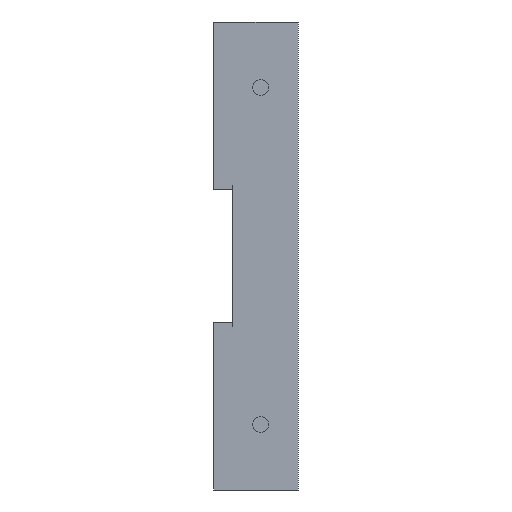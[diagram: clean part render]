
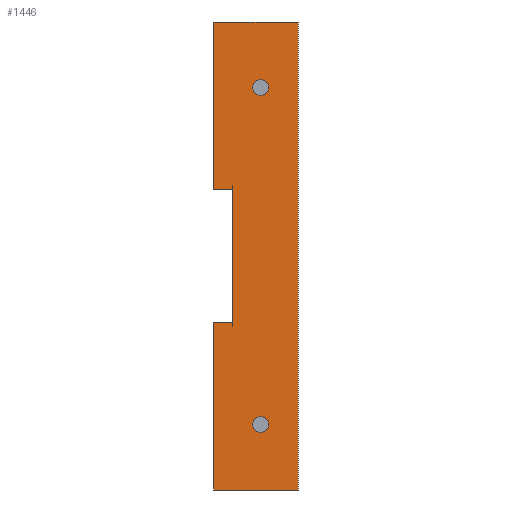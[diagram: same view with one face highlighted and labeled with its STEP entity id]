
A CAD part, left-side view. The second image highlights one B-rep face of the part: STEP entity #1446.
In plain terms, the highlighted planar face has unit normal (-1, 0, 0).
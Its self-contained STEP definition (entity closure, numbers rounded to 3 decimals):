
#7 = DIRECTION ( 'NONE',  ( -1., 0., 0. ) ) ;
#77 = LINE ( 'NONE', #1204, #617 ) ;
#84 = DIRECTION ( 'NONE',  ( 0., 0., 1. ) ) ;
#135 = CARTESIAN_POINT ( 'NONE',  ( 0., 0., -250. ) ) ;
#147 = DIRECTION ( 'NONE',  ( 0., 0., 1. ) ) ;
#150 = CARTESIAN_POINT ( 'NONE',  ( 0., 45., 0. ) ) ;
#159 = FACE_OUTER_BOUND ( 'NONE', #931, .T. ) ;
#175 = EDGE_CURVE ( 'NONE', #537, #293, #555, .T. ) ;
#186 = EDGE_CURVE ( 'NONE', #1357, #802, #947, .T. ) ;
#190 = CARTESIAN_POINT ( 'NONE',  ( 0., 20., -215. ) ) ;
#191 = VECTOR ( 'NONE', #147, 1000. ) ;
#199 = ORIENTED_EDGE ( 'NONE', *, *, #1008, .T. ) ;
#210 = EDGE_CURVE ( 'NONE', #918, #491, #785, .T. ) ;
#225 = CARTESIAN_POINT ( 'NONE',  ( 0., 35., -89.293 ) ) ;
#238 = VECTOR ( 'NONE', #1079, 1000. ) ;
#243 = CARTESIAN_POINT ( 'NONE',  ( 0., 45., -160.707 ) ) ;
#259 = LINE ( 'NONE', #1031, #615 ) ;
#272 = CARTESIAN_POINT ( 'NONE',  ( 0., 45., 0. ) ) ;
#278 = VERTEX_POINT ( 'NONE', #564 ) ;
#293 = VERTEX_POINT ( 'NONE', #572 ) ;
#301 = ORIENTED_EDGE ( 'NONE', *, *, #1263, .F. ) ;
#316 = LINE ( 'NONE', #745, #238 ) ;
#322 = EDGE_CURVE ( 'NONE', #293, #537, #1331, .T. ) ;
#340 = DIRECTION ( 'NONE',  ( 0., 0., 1. ) ) ;
#344 = EDGE_LOOP ( 'NONE', ( #565, #1310 ) ) ;
#345 = CARTESIAN_POINT ( 'NONE',  ( 0., 35., -160.707 ) ) ;
#357 = AXIS2_PLACEMENT_3D ( 'NONE', #409, #850, #1306 ) ;
#379 = DIRECTION ( 'NONE',  ( 0., 0., 1. ) ) ;
#380 = ORIENTED_EDGE ( 'NONE', *, *, #479, .T. ) ;
#400 = EDGE_CURVE ( 'NONE', #918, #749, #467, .T. ) ;
#401 = VERTEX_POINT ( 'NONE', #822 ) ;
#409 = CARTESIAN_POINT ( 'NONE',  ( 0., 20., -35. ) ) ;
#467 = LINE ( 'NONE', #1369, #191 ) ;
#479 = EDGE_CURVE ( 'NONE', #278, #749, #1274, .T. ) ;
#486 = CARTESIAN_POINT ( 'NONE',  ( 0., 35., -89.293 ) ) ;
#491 = VERTEX_POINT ( 'NONE', #243 ) ;
#493 = EDGE_CURVE ( 'NONE', #506, #401, #259, .T. ) ;
#494 = FACE_BOUND ( 'NONE', #940, .T. ) ;
#506 = VERTEX_POINT ( 'NONE', #1047 ) ;
#536 = DIRECTION ( 'NONE',  ( -1., 0., 0. ) ) ;
#537 = VERTEX_POINT ( 'NONE', #988 ) ;
#539 = CARTESIAN_POINT ( 'NONE',  ( 0., 0., 0. ) ) ;
#555 = CIRCLE ( 'NONE', #1095, 4.25 ) ;
#564 = CARTESIAN_POINT ( 'NONE',  ( 0., 45., -89.293 ) ) ;
#565 = ORIENTED_EDGE ( 'NONE', *, *, #175, .F. ) ;
#571 = CARTESIAN_POINT ( 'NONE',  ( 0., 45., -250. ) ) ;
#572 = CARTESIAN_POINT ( 'NONE',  ( 0., 20., -219.25 ) ) ;
#611 = DIRECTION ( 'NONE',  ( 0., 0., -1. ) ) ;
#615 = VECTOR ( 'NONE', #706, 1000. ) ;
#617 = VECTOR ( 'NONE', #84, 1000. ) ;
#661 = VECTOR ( 'NONE', #714, 1000. ) ;
#689 = ORIENTED_EDGE ( 'NONE', *, *, #186, .F. ) ;
#694 = AXIS2_PLACEMENT_3D ( 'NONE', #1345, #7, #340 ) ;
#706 = DIRECTION ( 'NONE',  ( 0., -1., 0. ) ) ;
#711 = VERTEX_POINT ( 'NONE', #571 ) ;
#714 = DIRECTION ( 'NONE',  ( 0., -1., 0. ) ) ;
#726 = FACE_BOUND ( 'NONE', #344, .T. ) ;
#737 = VECTOR ( 'NONE', #379, 1000. ) ;
#743 = VERTEX_POINT ( 'NONE', #135 ) ;
#745 = CARTESIAN_POINT ( 'NONE',  ( 0., 45., -250. ) ) ;
#749 = VERTEX_POINT ( 'NONE', #225 ) ;
#785 = LINE ( 'NONE', #345, #1380 ) ;
#802 = VERTEX_POINT ( 'NONE', #1057 ) ;
#822 = CARTESIAN_POINT ( 'NONE',  ( 0., 0., 0. ) ) ;
#850 = DIRECTION ( 'NONE',  ( -1., 0., 0. ) ) ;
#857 = DIRECTION ( 'NONE',  ( 0., 0., 1. ) ) ;
#873 = ORIENTED_EDGE ( 'NONE', *, *, #1058, .F. ) ;
#881 = ORIENTED_EDGE ( 'NONE', *, *, #493, .F. ) ;
#902 = ORIENTED_EDGE ( 'NONE', *, *, #210, .T. ) ;
#918 = VERTEX_POINT ( 'NONE', #1087 ) ;
#923 = EDGE_CURVE ( 'NONE', #711, #743, #316, .T. ) ;
#927 = PLANE ( 'NONE',  #1015 ) ;
#931 = EDGE_LOOP ( 'NONE', ( #1207, #902, #301, #1221, #199, #881, #1386, #380 ) ) ;
#940 = EDGE_LOOP ( 'NONE', ( #689, #873 ) ) ;
#944 = EDGE_CURVE ( 'NONE', #278, #506, #77, .T. ) ;
#947 = CIRCLE ( 'NONE', #1285, 4.25 ) ;
#981 = DIRECTION ( 'NONE',  ( 0., 0., 1. ) ) ;
#985 = DIRECTION ( 'NONE',  ( 0., 0., 1. ) ) ;
#988 = CARTESIAN_POINT ( 'NONE',  ( 0., 20., -210.75 ) ) ;
#1008 = EDGE_CURVE ( 'NONE', #743, #401, #1323, .T. ) ;
#1015 = AXIS2_PLACEMENT_3D ( 'NONE', #272, #1387, #611 ) ;
#1031 = CARTESIAN_POINT ( 'NONE',  ( 0., 45., 0. ) ) ;
#1047 = CARTESIAN_POINT ( 'NONE',  ( 0., 45., 0. ) ) ;
#1055 = LINE ( 'NONE', #150, #737 ) ;
#1057 = CARTESIAN_POINT ( 'NONE',  ( 0., 20., -39.25 ) ) ;
#1058 = EDGE_CURVE ( 'NONE', #802, #1357, #1439, .T. ) ;
#1079 = DIRECTION ( 'NONE',  ( 0., -1., 0. ) ) ;
#1087 = CARTESIAN_POINT ( 'NONE',  ( 0., 35., -160.707 ) ) ;
#1095 = AXIS2_PLACEMENT_3D ( 'NONE', #190, #1429, #857 ) ;
#1097 = CARTESIAN_POINT ( 'NONE',  ( 0., 20., -35. ) ) ;
#1204 = CARTESIAN_POINT ( 'NONE',  ( 0., 45., 0. ) ) ;
#1207 = ORIENTED_EDGE ( 'NONE', *, *, #400, .F. ) ;
#1221 = ORIENTED_EDGE ( 'NONE', *, *, #923, .T. ) ;
#1227 = DIRECTION ( 'NONE',  ( 0., 1., 0. ) ) ;
#1263 = EDGE_CURVE ( 'NONE', #711, #491, #1055, .T. ) ;
#1274 = LINE ( 'NONE', #486, #661 ) ;
#1285 = AXIS2_PLACEMENT_3D ( 'NONE', #1097, #536, #981 ) ;
#1306 = DIRECTION ( 'NONE',  ( 0., 0., 1. ) ) ;
#1310 = ORIENTED_EDGE ( 'NONE', *, *, #322, .F. ) ;
#1321 = VECTOR ( 'NONE', #985, 1000. ) ;
#1323 = LINE ( 'NONE', #539, #1321 ) ;
#1331 = CIRCLE ( 'NONE', #694, 4.25 ) ;
#1345 = CARTESIAN_POINT ( 'NONE',  ( 0., 20., -215. ) ) ;
#1357 = VERTEX_POINT ( 'NONE', #1394 ) ;
#1369 = CARTESIAN_POINT ( 'NONE',  ( 0., 35., 0. ) ) ;
#1380 = VECTOR ( 'NONE', #1227, 1000. ) ;
#1386 = ORIENTED_EDGE ( 'NONE', *, *, #944, .F. ) ;
#1387 = DIRECTION ( 'NONE',  ( 1., 0., 0. ) ) ;
#1394 = CARTESIAN_POINT ( 'NONE',  ( 0., 20., -30.75 ) ) ;
#1429 = DIRECTION ( 'NONE',  ( -1., 0., 0. ) ) ;
#1439 = CIRCLE ( 'NONE', #357, 4.25 ) ;
#1446 = ADVANCED_FACE ( 'NONE', ( #726, #494, #159 ), #927, .F. ) ;
